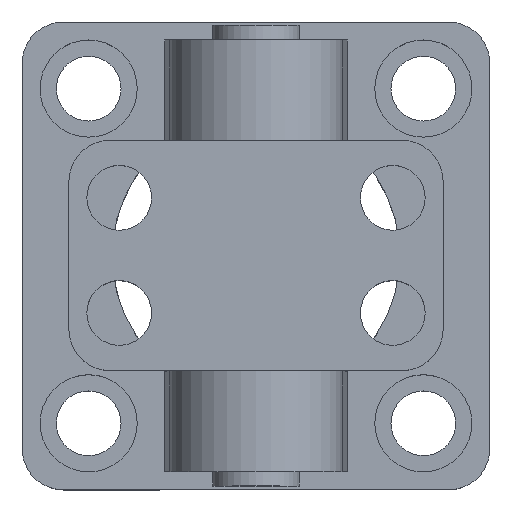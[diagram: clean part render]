
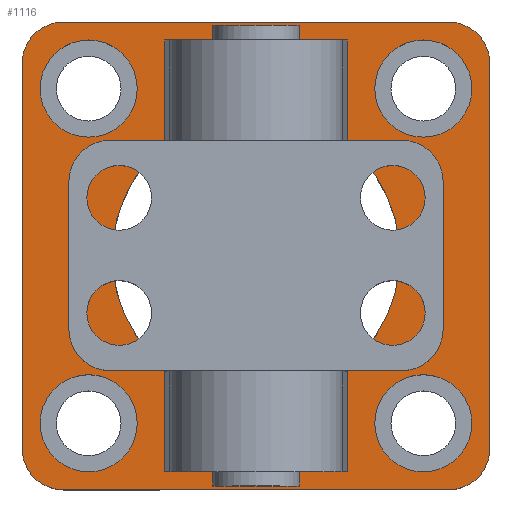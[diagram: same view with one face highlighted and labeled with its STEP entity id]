
A CAD part, top view. The second image highlights one B-rep face of the part: STEP entity #1116.
In plain terms, the highlighted planar face has unit normal (0, 0, 1).
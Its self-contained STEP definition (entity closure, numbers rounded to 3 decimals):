
#846=CARTESIAN_POINT('',(-32.5,26.75,11.0));
#847=VERTEX_POINT('',#846);
#848=CARTESIAN_POINT('',(-26.75,32.5,11.0));
#849=VERTEX_POINT('',#848);
#850=CARTESIAN_POINT('',(-26.75,26.75,11.0));
#851=DIRECTION('',(0.0,0.0,-1.));
#852=DIRECTION('',(-0.707,0.707,0.0));
#853=AXIS2_PLACEMENT_3D('',#850,#851,#852);
#854=CIRCLE('',#853,5.75);
#855=EDGE_CURVE('',#847,#849,#854,.T.);
#889=CARTESIAN_POINT('',(26.75,32.5,11.0));
#890=VERTEX_POINT('',#889);
#891=CARTESIAN_POINT('',(-26.75,32.5,11.0));
#892=DIRECTION('',(1.0,0.0,0.0));
#893=VECTOR('',#892,53.5);
#894=LINE('',#891,#893);
#895=EDGE_CURVE('',#849,#890,#894,.T.);
#914=CARTESIAN_POINT('',(0.0,0.,11.0));
#915=DIRECTION('',(0.0,0.0,1.0));
#916=DIRECTION('',(1.0,0.0,0.0));
#917=AXIS2_PLACEMENT_3D('',#914,#915,#916);
#918=PLANE('',#917);
#919=ORIENTED_EDGE('',*,*,#855,.F.);
#920=CARTESIAN_POINT('',(-32.5,-26.75,11.0));
#921=VERTEX_POINT('',#920);
#922=CARTESIAN_POINT('',(-32.5,-26.75,11.0));
#923=DIRECTION('',(0.0,1.0,0.0));
#924=VECTOR('',#923,53.5);
#925=LINE('',#922,#924);
#926=EDGE_CURVE('',#921,#847,#925,.T.);
#927=ORIENTED_EDGE('',*,*,#926,.F.);
#928=CARTESIAN_POINT('',(-26.75,-32.5,11.0));
#929=VERTEX_POINT('',#928);
#930=CARTESIAN_POINT('',(-26.75,-26.75,11.0));
#931=DIRECTION('',(0.0,0.0,-1.));
#932=DIRECTION('',(-0.707,-0.707,0.0));
#933=AXIS2_PLACEMENT_3D('',#930,#931,#932);
#934=CIRCLE('',#933,5.75);
#935=EDGE_CURVE('',#929,#921,#934,.T.);
#936=ORIENTED_EDGE('',*,*,#935,.F.);
#937=CARTESIAN_POINT('',(26.75,-32.5,11.0));
#938=VERTEX_POINT('',#937);
#939=CARTESIAN_POINT('',(26.75,-32.5,11.0));
#940=DIRECTION('',(-1.0,0.0,0.0));
#941=VECTOR('',#940,53.5);
#942=LINE('',#939,#941);
#943=EDGE_CURVE('',#938,#929,#942,.T.);
#944=ORIENTED_EDGE('',*,*,#943,.F.);
#945=CARTESIAN_POINT('',(32.5,-26.75,11.0));
#946=VERTEX_POINT('',#945);
#947=CARTESIAN_POINT('',(26.75,-26.75,11.0));
#948=DIRECTION('',(0.0,0.0,-1.));
#949=DIRECTION('',(0.707,-0.707,0.0));
#950=AXIS2_PLACEMENT_3D('',#947,#948,#949);
#951=CIRCLE('',#950,5.75);
#952=EDGE_CURVE('',#946,#938,#951,.T.);
#953=ORIENTED_EDGE('',*,*,#952,.F.);
#954=CARTESIAN_POINT('',(32.5,26.75,11.0));
#955=VERTEX_POINT('',#954);
#956=CARTESIAN_POINT('',(32.5,26.75,11.0));
#957=DIRECTION('',(0.0,-1.0,0.0));
#958=VECTOR('',#957,53.5);
#959=LINE('',#956,#958);
#960=EDGE_CURVE('',#955,#946,#959,.T.);
#961=ORIENTED_EDGE('',*,*,#960,.F.);
#962=CARTESIAN_POINT('',(26.75,26.75,11.0));
#963=DIRECTION('',(0.0,0.0,-1.));
#964=DIRECTION('',(0.707,0.707,0.0));
#965=AXIS2_PLACEMENT_3D('',#962,#963,#964);
#966=CIRCLE('',#965,5.75);
#967=EDGE_CURVE('',#890,#955,#966,.T.);
#968=ORIENTED_EDGE('',*,*,#967,.F.);
#969=ORIENTED_EDGE('',*,*,#895,.F.);
#970=EDGE_LOOP('',(#919,#927,#936,#944,#953,#961,#968,#969));
#971=FACE_OUTER_BOUND('',#970,.T.);
#972=CARTESIAN_POINT('',(30.0,23.25,11.0));
#973=VERTEX_POINT('',#972);
#974=CARTESIAN_POINT('',(23.25,23.25,11.0));
#975=DIRECTION('',(0.0,0.0,-1.0));
#976=DIRECTION('',(1.0,0.0,0.0));
#977=AXIS2_PLACEMENT_3D('',#974,#975,#976);
#978=CIRCLE('',#977,6.75);
#979=EDGE_CURVE('',#973,#973,#978,.T.);
#980=ORIENTED_EDGE('',*,*,#979,.T.);
#981=EDGE_LOOP('',(#980));
#982=FACE_BOUND('',#981,.T.);
#983=CARTESIAN_POINT('',(-16.5,-23.25,11.0));
#984=VERTEX_POINT('',#983);
#985=CARTESIAN_POINT('',(-23.25,-23.25,11.0));
#986=DIRECTION('',(0.0,0.0,-1.0));
#987=DIRECTION('',(1.0,0.0,0.0));
#988=AXIS2_PLACEMENT_3D('',#985,#986,#987);
#989=CIRCLE('',#988,6.75);
#990=EDGE_CURVE('',#984,#984,#989,.T.);
#991=ORIENTED_EDGE('',*,*,#990,.T.);
#992=EDGE_LOOP('',(#991));
#993=FACE_BOUND('',#992,.T.);
#994=CARTESIAN_POINT('',(-16.5,23.25,11.0));
#995=VERTEX_POINT('',#994);
#996=CARTESIAN_POINT('',(-23.25,23.25,11.0));
#997=DIRECTION('',(0.0,0.0,-1.0));
#998=DIRECTION('',(1.0,0.0,0.0));
#999=AXIS2_PLACEMENT_3D('',#996,#997,#998);
#1000=CIRCLE('',#999,6.75);
#1001=EDGE_CURVE('',#995,#995,#1000,.T.);
#1002=ORIENTED_EDGE('',*,*,#1001,.T.);
#1003=EDGE_LOOP('',(#1002));
#1004=FACE_BOUND('',#1003,.T.);
#1005=CARTESIAN_POINT('',(30.0,-23.25,11.0));
#1006=VERTEX_POINT('',#1005);
#1007=CARTESIAN_POINT('',(23.25,-23.25,11.0));
#1008=DIRECTION('',(0.0,0.0,-1.0));
#1009=DIRECTION('',(1.0,0.0,0.0));
#1010=AXIS2_PLACEMENT_3D('',#1007,#1008,#1009);
#1011=CIRCLE('',#1010,6.75);
#1012=EDGE_CURVE('',#1006,#1006,#1011,.T.);
#1013=ORIENTED_EDGE('',*,*,#1012,.T.);
#1014=EDGE_LOOP('',(#1013));
#1015=FACE_BOUND('',#1014,.T.);
#1016=CARTESIAN_POINT('',(-12.,-16.,11.));
#1017=VERTEX_POINT('',#1016);
#1018=CARTESIAN_POINT('',(-12.,16.,11.0));
#1019=VERTEX_POINT('',#1018);
#1020=CARTESIAN_POINT('',(0.0,0.0,11.0));
#1021=DIRECTION('',(0.0,0.0,-1.0));
#1022=DIRECTION('',(-1.0,0.0,0.0));
#1023=AXIS2_PLACEMENT_3D('',#1020,#1021,#1022);
#1024=CIRCLE('',#1023,20.0);
#1025=EDGE_CURVE('',#1017,#1019,#1024,.T.);
#1026=ORIENTED_EDGE('',*,*,#1025,.T.);
#1027=CARTESIAN_POINT('',(-12.71,16.,11.));
#1028=VERTEX_POINT('',#1027);
#1029=CARTESIAN_POINT('',(-12.,16.,11.0));
#1030=DIRECTION('',(-1.0,0.0,0.0));
#1031=VECTOR('',#1030,0.71);
#1032=LINE('',#1029,#1031);
#1033=EDGE_CURVE('',#1019,#1028,#1032,.T.);
#1034=ORIENTED_EDGE('',*,*,#1033,.T.);
#1035=CARTESIAN_POINT('',(-12.71,30.0,11.0));
#1036=VERTEX_POINT('',#1035);
#1037=CARTESIAN_POINT('',(-12.71,16.,11.));
#1038=DIRECTION('',(0.0,1.0,0.0));
#1039=VECTOR('',#1038,14.);
#1040=LINE('',#1037,#1039);
#1041=EDGE_CURVE('',#1028,#1036,#1040,.T.);
#1042=ORIENTED_EDGE('',*,*,#1041,.T.);
#1043=CARTESIAN_POINT('',(12.71,30.0,11.0));
#1044=VERTEX_POINT('',#1043);
#1045=CARTESIAN_POINT('',(-12.71,30.0,11.0));
#1046=DIRECTION('',(1.0,0.0,0.0));
#1047=VECTOR('',#1046,25.42);
#1048=LINE('',#1045,#1047);
#1049=EDGE_CURVE('',#1036,#1044,#1048,.T.);
#1050=ORIENTED_EDGE('',*,*,#1049,.T.);
#1051=CARTESIAN_POINT('',(12.71,16.,11.));
#1052=VERTEX_POINT('',#1051);
#1053=CARTESIAN_POINT('',(12.71,30.0,11.0));
#1054=DIRECTION('',(0.0,-1.0,0.0));
#1055=VECTOR('',#1054,14.);
#1056=LINE('',#1053,#1055);
#1057=EDGE_CURVE('',#1044,#1052,#1056,.T.);
#1058=ORIENTED_EDGE('',*,*,#1057,.T.);
#1059=CARTESIAN_POINT('',(12.,16.,11.0));
#1060=VERTEX_POINT('',#1059);
#1061=CARTESIAN_POINT('',(12.71,16.,11.));
#1062=DIRECTION('',(-1.0,0.0,0.0));
#1063=VECTOR('',#1062,0.71);
#1064=LINE('',#1061,#1063);
#1065=EDGE_CURVE('',#1052,#1060,#1064,.T.);
#1066=ORIENTED_EDGE('',*,*,#1065,.T.);
#1067=CARTESIAN_POINT('',(12.,-16.,11.));
#1068=VERTEX_POINT('',#1067);
#1069=CARTESIAN_POINT('',(0.0,0.0,11.0));
#1070=DIRECTION('',(0.0,0.0,-1.0));
#1071=DIRECTION('',(-1.0,0.0,0.0));
#1072=AXIS2_PLACEMENT_3D('',#1069,#1070,#1071);
#1073=CIRCLE('',#1072,20.0);
#1074=EDGE_CURVE('',#1060,#1068,#1073,.T.);
#1075=ORIENTED_EDGE('',*,*,#1074,.T.);
#1076=CARTESIAN_POINT('',(12.71,-16.,11.));
#1077=VERTEX_POINT('',#1076);
#1078=CARTESIAN_POINT('',(12.71,-16.,11.));
#1079=DIRECTION('',(-1.0,0.0,0.0));
#1080=VECTOR('',#1079,0.71);
#1081=LINE('',#1078,#1080);
#1082=EDGE_CURVE('',#1077,#1068,#1081,.T.);
#1083=ORIENTED_EDGE('',*,*,#1082,.F.);
#1084=CARTESIAN_POINT('',(12.71,-30.0,11.0));
#1085=VERTEX_POINT('',#1084);
#1086=CARTESIAN_POINT('',(12.71,-16.,11.));
#1087=DIRECTION('',(0.0,-1.0,0.0));
#1088=VECTOR('',#1087,14.);
#1089=LINE('',#1086,#1088);
#1090=EDGE_CURVE('',#1077,#1085,#1089,.T.);
#1091=ORIENTED_EDGE('',*,*,#1090,.T.);
#1092=CARTESIAN_POINT('',(-12.71,-30.0,11.0));
#1093=VERTEX_POINT('',#1092);
#1094=CARTESIAN_POINT('',(12.71,-30.0,11.0));
#1095=DIRECTION('',(-1.0,0.0,0.0));
#1096=VECTOR('',#1095,25.42);
#1097=LINE('',#1094,#1096);
#1098=EDGE_CURVE('',#1085,#1093,#1097,.T.);
#1099=ORIENTED_EDGE('',*,*,#1098,.T.);
#1100=CARTESIAN_POINT('',(-12.71,-16.,11.));
#1101=VERTEX_POINT('',#1100);
#1102=CARTESIAN_POINT('',(-12.71,-30.0,11.0));
#1103=DIRECTION('',(0.0,1.0,0.0));
#1104=VECTOR('',#1103,14.);
#1105=LINE('',#1102,#1104);
#1106=EDGE_CURVE('',#1093,#1101,#1105,.T.);
#1107=ORIENTED_EDGE('',*,*,#1106,.T.);
#1108=CARTESIAN_POINT('',(-12.,-16.,11.));
#1109=DIRECTION('',(-1.0,0.0,0.0));
#1110=VECTOR('',#1109,0.71);
#1111=LINE('',#1108,#1110);
#1112=EDGE_CURVE('',#1017,#1101,#1111,.T.);
#1113=ORIENTED_EDGE('',*,*,#1112,.F.);
#1114=EDGE_LOOP('',(#1026,#1034,#1042,#1050,#1058,#1066,#1075,#1083,#1091,#1099,#1107,#1113));
#1115=FACE_BOUND('',#1114,.T.);
#1116=ADVANCED_FACE('',(#971,#982,#993,#1004,#1015,#1115),#918,.T.);
